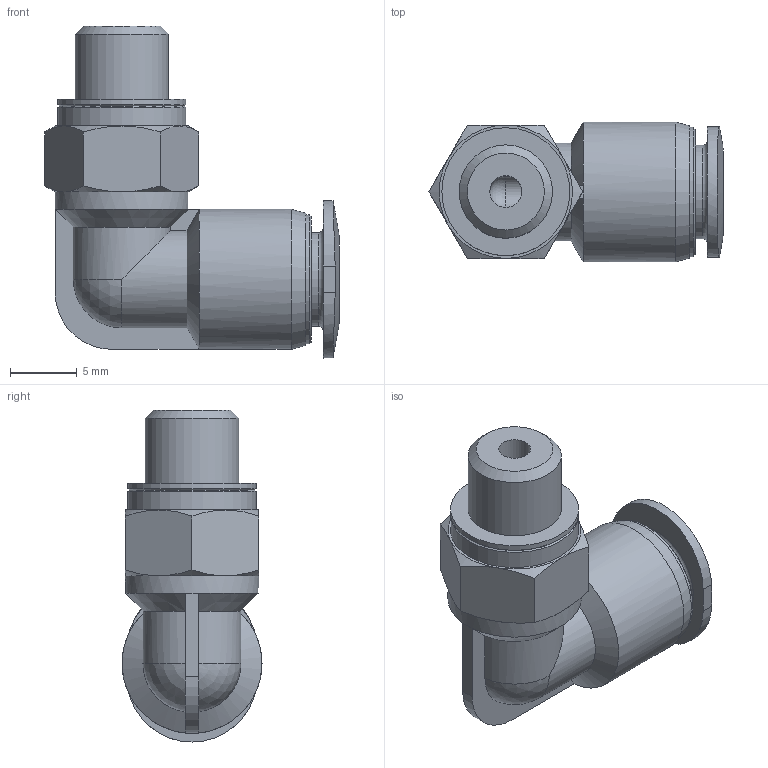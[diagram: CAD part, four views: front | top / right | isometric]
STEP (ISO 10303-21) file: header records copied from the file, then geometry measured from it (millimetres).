
FILE_DESCRIPTION(/* description */ ('STEP AP214'),/* implementation_level */ '2;1');
FILE_NAME(/* name */ '130774_QSML-M7-6-100',/* time_stamp */ '2024-09-14T13:19:58+02:00',/* author */ ('License CC BY-ND 4.0'),/* organization */ ('CADENAS'),/* preprocessor_version */ 'ST-DEVELOPER v19.3',/* originating_system */ 'PARTsolutions',/* authorisation */ ' ');
FILE_SCHEMA (('AUTOMOTIVE_DESIGN {1 0 10303 214 3 1 1}'));
Length unit declared in the file: millimetre
Products named in the file (1): 130774 QSML-M7-6-100
Bounding box: 22.07 x 10.5 x 24.9 mm (x, y, z)
Volume: 1815.6 mm3; surface area: 1719.8 mm2
Topology: 1 solids, 1 shells, 72 faces, 162 edges, 96 vertices
Faces by surface type: plane 28, cone 22, cylinder 17, sphere 3, torus 2
Full cylindrical faces by diameter (mm): 2.4 x2, 6 x1, 7 x2, 9.6 x2, 9.696 x1, 10 x1, 10.5 x1
Entity records: 2425 total; most frequent: CARTESIAN_POINT 418, DIRECTION 312, ORIENTED_EDGE 278, EDGE_CURVE 139, AXIS2_PLACEMENT_3D 136, EDGE_LOOP 97, FACE_BOUND 97, VERTEX_POINT 92
